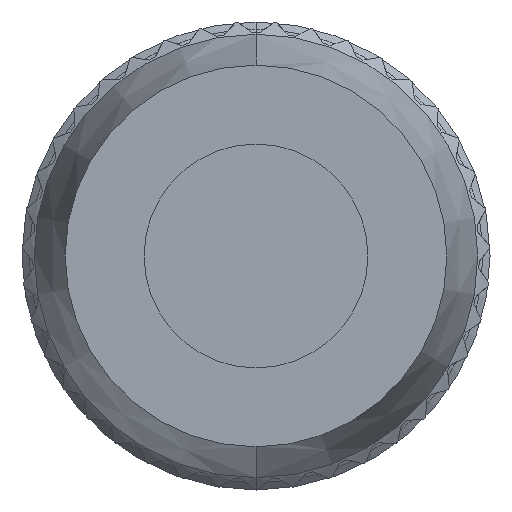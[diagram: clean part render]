
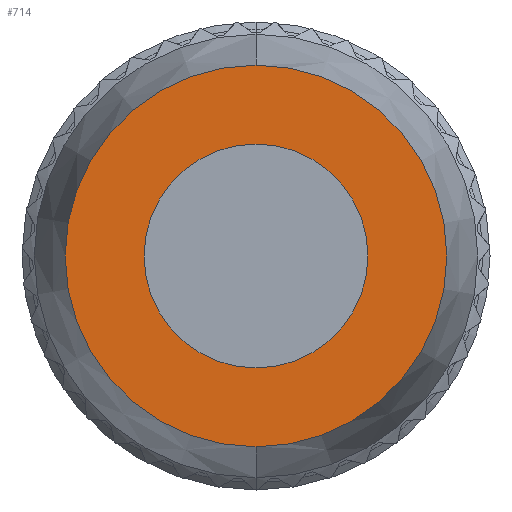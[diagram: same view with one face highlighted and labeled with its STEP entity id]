
A CAD part, front view. The second image highlights one B-rep face of the part: STEP entity #714.
In plain terms, the highlighted planar face has unit normal (0, -1, 0).
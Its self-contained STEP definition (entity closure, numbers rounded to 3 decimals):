
#714 = ADVANCED_FACE ( 'NONE', ( #11428, #2937 ), #22900, .F. ) ;
#950 = DIRECTION ( 'NONE',  ( 0., 1., 0. ) ) ;
#1065 = VERTEX_POINT ( 'NONE', #16490 ) ;
#1178 = DIRECTION ( 'NONE',  ( 0., 1., 0. ) ) ;
#2937 = FACE_OUTER_BOUND ( 'NONE', #8067, .T. ) ;
#3685 = ORIENTED_EDGE ( 'NONE', *, *, #16098, .F. ) ;
#3747 = AXIS2_PLACEMENT_3D ( 'NONE', #7585, #20243, #9392 ) ;
#4613 = VERTEX_POINT ( 'NONE', #14945 ) ;
#4768 = CARTESIAN_POINT ( 'NONE',  ( 0., -52.8, 0. ) ) ;
#6382 = DIRECTION ( 'NONE',  ( 0., -1., 0. ) ) ;
#6861 = AXIS2_PLACEMENT_3D ( 'NONE', #4768, #1178, #13872 ) ;
#7585 = CARTESIAN_POINT ( 'NONE',  ( 0., -52.8, 0. ) ) ;
#7696 = AXIS2_PLACEMENT_3D ( 'NONE', #17210, #6382, #19040 ) ;
#7852 = EDGE_CURVE ( 'NONE', #1065, #20477, #14877, .T. ) ;
#7933 = CARTESIAN_POINT ( 'NONE',  ( 0., -52.8, 0. ) ) ;
#8067 = EDGE_LOOP ( 'NONE', ( #10609, #20512 ) ) ;
#9392 = DIRECTION ( 'NONE',  ( 0., 0., -1. ) ) ;
#9635 = EDGE_LOOP ( 'NONE', ( #3685, #15638 ) ) ;
#9763 = DIRECTION ( 'NONE',  ( 0., 0., 1. ) ) ;
#10570 = CIRCLE ( 'NONE', #15507, 5.3 ) ;
#10609 = ORIENTED_EDGE ( 'NONE', *, *, #7852, .F. ) ;
#11428 = FACE_BOUND ( 'NONE', #9635, .T. ) ;
#11812 = CARTESIAN_POINT ( 'NONE',  ( 0., -52.8, 0. ) ) ;
#12034 = CIRCLE ( 'NONE', #3747, 3.111 ) ;
#12457 = EDGE_CURVE ( 'NONE', #4613, #18797, #12034, .T. ) ;
#13634 = DIRECTION ( 'NONE',  ( 0., 0., 1. ) ) ;
#13872 = DIRECTION ( 'NONE',  ( 0., 0., 1. ) ) ;
#14877 = CIRCLE ( 'NONE', #18343, 5.3 ) ;
#14945 = CARTESIAN_POINT ( 'NONE',  ( 0., -52.8, 3.111 ) ) ;
#15507 = AXIS2_PLACEMENT_3D ( 'NONE', #11812, #950, #13634 ) ;
#15638 = ORIENTED_EDGE ( 'NONE', *, *, #12457, .F. ) ;
#16098 = EDGE_CURVE ( 'NONE', #18797, #4613, #23447, .T. ) ;
#16490 = CARTESIAN_POINT ( 'NONE',  ( 0., -52.8, 5.3 ) ) ;
#17210 = CARTESIAN_POINT ( 'NONE',  ( 0., -52.8, 0. ) ) ;
#18343 = AXIS2_PLACEMENT_3D ( 'NONE', #7933, #20593, #9763 ) ;
#18797 = VERTEX_POINT ( 'NONE', #21630 ) ;
#19040 = DIRECTION ( 'NONE',  ( 0., 0., -1. ) ) ;
#19167 = CARTESIAN_POINT ( 'NONE',  ( 0., -52.8, -5.3 ) ) ;
#19173 = EDGE_CURVE ( 'NONE', #20477, #1065, #10570, .T. ) ;
#20243 = DIRECTION ( 'NONE',  ( 0., -1., 0. ) ) ;
#20477 = VERTEX_POINT ( 'NONE', #19167 ) ;
#20512 = ORIENTED_EDGE ( 'NONE', *, *, #19173, .F. ) ;
#20593 = DIRECTION ( 'NONE',  ( 0., 1., 0. ) ) ;
#21630 = CARTESIAN_POINT ( 'NONE',  ( 0., -52.8, -3.111 ) ) ;
#22900 = PLANE ( 'NONE',  #6861 ) ;
#23447 = CIRCLE ( 'NONE', #7696, 3.111 ) ;
